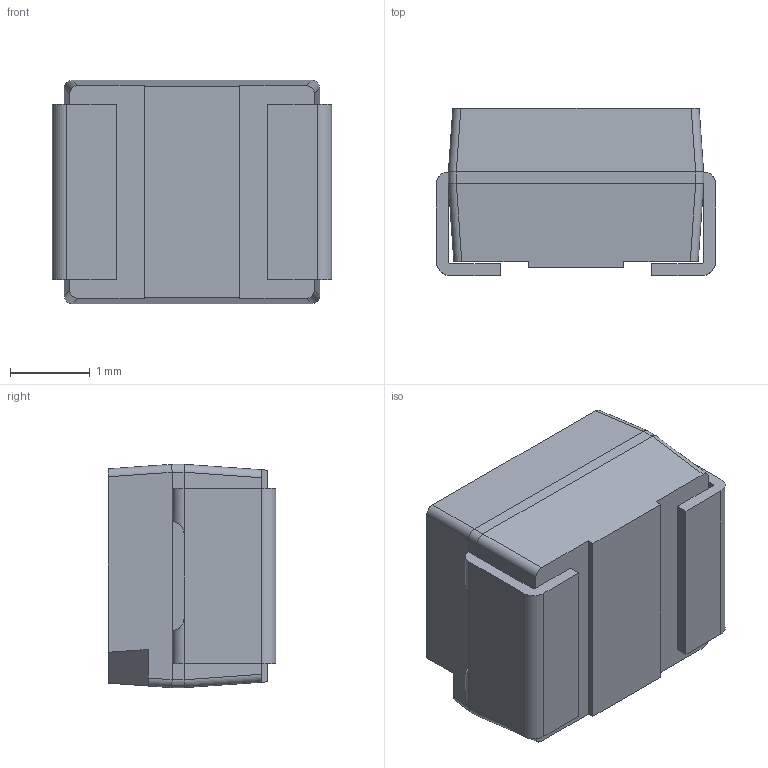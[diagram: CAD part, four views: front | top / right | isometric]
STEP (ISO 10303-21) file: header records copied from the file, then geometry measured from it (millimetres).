
FILE_DESCRIPTION (( 'STEP AP214' ), '1' );
FILE_NAME ('SFH 320 FA-4-Z.STEP', '2022-08-24T07:19:58', ( '' ), ( '' ), 'SwSTEP 2.0', 'SolidWorks 2017', '' );
FILE_SCHEMA (( 'AUTOMOTIVE_DESIGN' ));
Length unit declared in the file: millimetre
Products named in the file (1): SFH 320 FA-4-Z
Bounding box: 3.5 x 2.1 x 2.8 mm (x, y, z)
Volume: 17.9 mm3; surface area: 73.1 mm2
Topology: 4 solids, 4 shells, 67 faces, 166 edges, 108 vertices
Faces by surface type: plane 41, cylinder 24, cone 2
Entity records: 2079 total; most frequent: CARTESIAN_POINT 484, ORIENTED_EDGE 328, DIRECTION 292, EDGE_CURVE 164, VECTOR 124, LINE 124, VERTEX_POINT 108, AXIS2_PLACEMENT_3D 84
